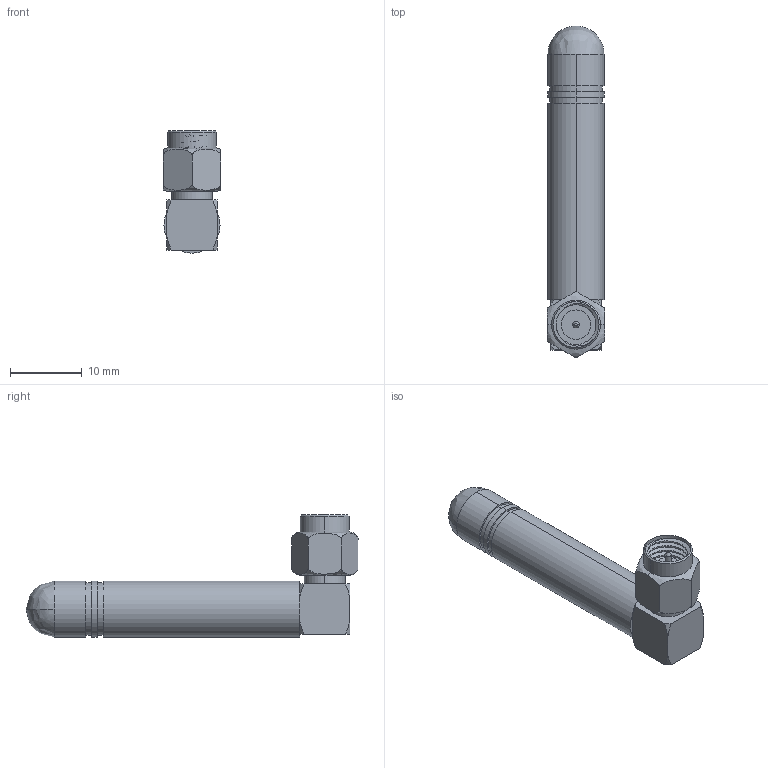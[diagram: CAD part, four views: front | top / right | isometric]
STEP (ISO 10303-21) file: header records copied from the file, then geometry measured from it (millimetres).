
FILE_DESCRIPTION (( 'STEP AP214' ), '1' );
FILE_NAME ('TG.22.0112_Web.STEP', '2020-01-02T06:04:02', ( '' ), ( '' ), 'SwSTEP 2.0', 'SolidWorks 2017', '' );
FILE_SCHEMA (( 'AUTOMOTIVE_DESIGN' ));
Length unit declared in the file: millimetre
Products named in the file (1): TG.22.0112_Web
Bounding box: 8 x 46.12 x 17 mm (x, y, z)
Surface area: 1641.5 mm2 (no closed solid volume)
Topology: 0 solids, 3 shells, 72 faces, 186 edges, 121 vertices
Faces by surface type: cylinder 31, plane 21, bspline 16, cone 4
Entity records: 5125 total; most frequent: CARTESIAN_POINT 2759, ORIENTED_EDGE 341, DIRECTION 288, EDGE_CURVE 182, VERTEX_POINT 121, AXIS2_PLACEMENT_3D 117, EDGE_LOOP 80, UNCERTAINTY_MEASURE_WITH_UNIT 74
